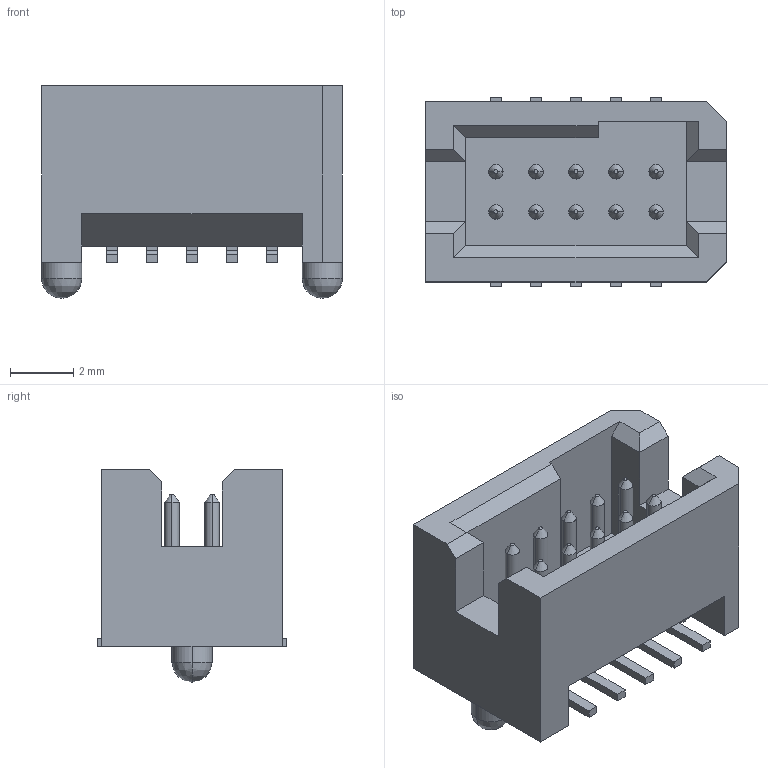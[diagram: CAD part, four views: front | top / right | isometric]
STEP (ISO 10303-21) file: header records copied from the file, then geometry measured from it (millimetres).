
FILE_DESCRIPTION((''),'2;1');
FILE_NAME('SAMTEC_TFM–105–02–L–D–A.stp','2013-02-25T16:34:59',(''),(''),'Mechanical Desktop 2011','Mechanical Desktop 2011',', , ');
FILE_SCHEMA(('AUTOMOTIVE_DESIGN { 1 2 10303 214 1 1 1 1 }'));
Length unit declared in the file: millimetre
Products named in the file (1): Product
Bounding box: 9.53 x 5.97 x 6.73 mm (x, y, z)
Volume: 160.4 mm3; surface area: 441.2 mm2
Topology: 23 solids, 23 shells, 210 faces, 461 edges, 297 vertices
Faces by surface type: plane 142, cylinder 44, cone 20, bspline 4
Entity records: 5910 total; most frequent: CARTESIAN_POINT 1145, DIRECTION 991, ORIENTED_EDGE 922, EDGE_CURVE 461, VECTOR 345, LINE 345, AXIS2_PLACEMENT_3D 323, VERTEX_POINT 297
